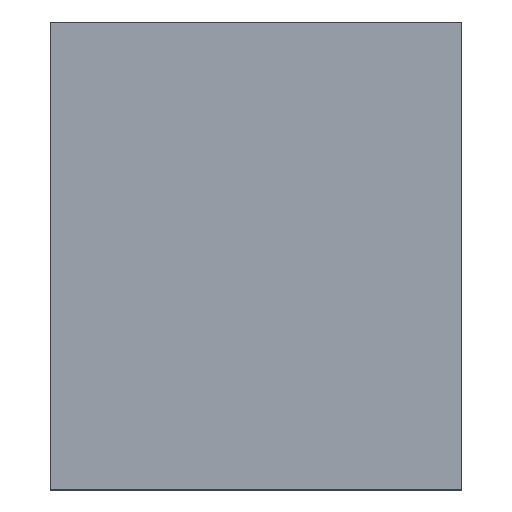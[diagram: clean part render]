
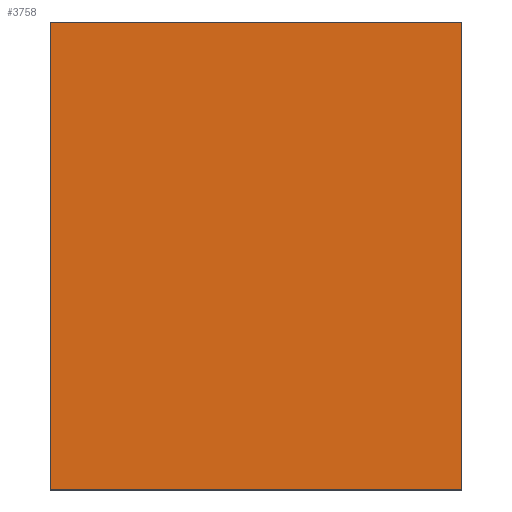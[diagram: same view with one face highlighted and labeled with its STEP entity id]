
A CAD part, left-side view. The second image highlights one B-rep face of the part: STEP entity #3758.
In plain terms, the highlighted planar face has unit normal (-1, 0, 0).
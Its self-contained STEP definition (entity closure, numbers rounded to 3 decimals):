
#141 = ORIENTED_EDGE ( 'NONE', *, *, #4254, .F. ) ;
#191 = ORIENTED_EDGE ( 'NONE', *, *, #12008, .F. ) ;
#472 = VERTEX_POINT ( 'NONE', #12059 ) ;
#884 = EDGE_CURVE ( 'NONE', #472, #2825, #8213, .T. ) ;
#929 = VECTOR ( 'NONE', #6918, 1000. ) ;
#1195 = LINE ( 'NONE', #6123, #8217 ) ;
#1346 = PLANE ( 'NONE',  #6732 ) ;
#1786 = VECTOR ( 'NONE', #14714, 1000. ) ;
#2708 = CARTESIAN_POINT ( 'NONE',  ( -100., 200., 455. ) ) ;
#2825 = VERTEX_POINT ( 'NONE', #11706 ) ;
#3239 = ORIENTED_EDGE ( 'NONE', *, *, #5747, .T. ) ;
#3754 = LINE ( 'NONE', #6180, #1786 ) ;
#3758 = ADVANCED_FACE ( 'NONE', ( #7489 ), #1346, .F. ) ;
#4254 = EDGE_CURVE ( 'NONE', #472, #11725, #3754, .T. ) ;
#4984 = DIRECTION ( 'NONE',  ( 0., 1., 0. ) ) ;
#5747 = EDGE_CURVE ( 'NONE', #2825, #12278, #8195, .T. ) ;
#6123 = CARTESIAN_POINT ( 'NONE',  ( -100., -200., 455. ) ) ;
#6180 = CARTESIAN_POINT ( 'NONE',  ( -100., 200., 455. ) ) ;
#6281 = EDGE_LOOP ( 'NONE', ( #3239, #191, #141, #10242 ) ) ;
#6468 = CARTESIAN_POINT ( 'NONE',  ( -100., -200., 455. ) ) ;
#6732 = AXIS2_PLACEMENT_3D ( 'NONE', #2708, #12445, #4984 ) ;
#6918 = DIRECTION ( 'NONE',  ( 0., 0., -1. ) ) ;
#7072 = CARTESIAN_POINT ( 'NONE',  ( -100., -200., 0. ) ) ;
#7489 = FACE_OUTER_BOUND ( 'NONE', #6281, .T. ) ;
#7625 = VECTOR ( 'NONE', #12020, 1000. ) ;
#8195 = LINE ( 'NONE', #8532, #7625 ) ;
#8213 = LINE ( 'NONE', #13169, #929 ) ;
#8217 = VECTOR ( 'NONE', #11071, 1000. ) ;
#8532 = CARTESIAN_POINT ( 'NONE',  ( -100., 200., 0. ) ) ;
#10242 = ORIENTED_EDGE ( 'NONE', *, *, #884, .T. ) ;
#11071 = DIRECTION ( 'NONE',  ( 0., 0., -1. ) ) ;
#11706 = CARTESIAN_POINT ( 'NONE',  ( -100., 200., 0. ) ) ;
#11725 = VERTEX_POINT ( 'NONE', #6468 ) ;
#12008 = EDGE_CURVE ( 'NONE', #11725, #12278, #1195, .T. ) ;
#12020 = DIRECTION ( 'NONE',  ( 0., -1., 0. ) ) ;
#12059 = CARTESIAN_POINT ( 'NONE',  ( -100., 200., 455. ) ) ;
#12278 = VERTEX_POINT ( 'NONE', #7072 ) ;
#12445 = DIRECTION ( 'NONE',  ( 1., 0., 0. ) ) ;
#13169 = CARTESIAN_POINT ( 'NONE',  ( -100., 200., 455. ) ) ;
#14714 = DIRECTION ( 'NONE',  ( 0., -1., 0. ) ) ;
